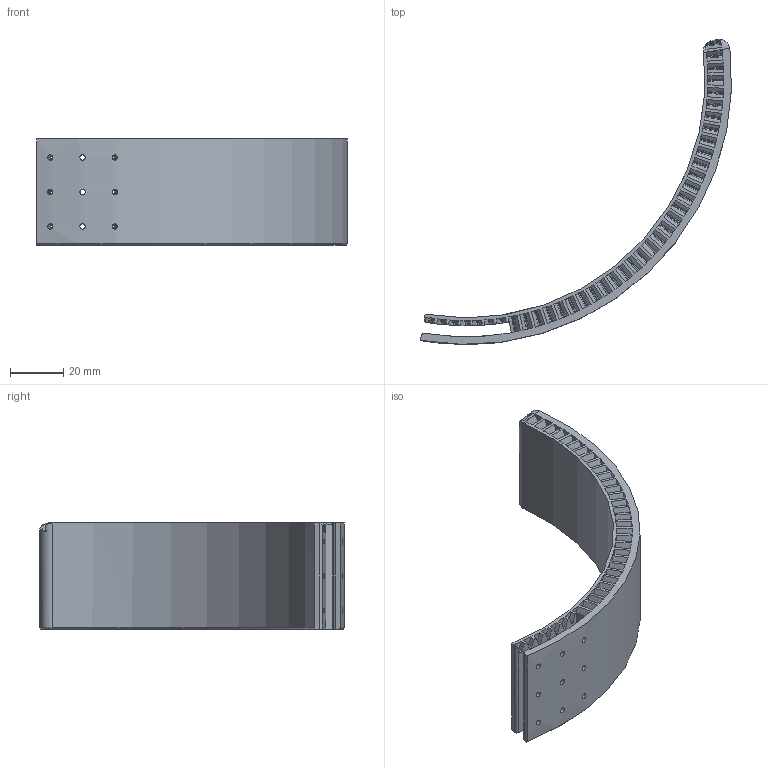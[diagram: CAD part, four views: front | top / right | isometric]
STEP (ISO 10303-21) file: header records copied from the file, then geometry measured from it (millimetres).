
FILE_DESCRIPTION(('FreeCAD Model'),'2;1');
FILE_NAME('Open CASCADE Shape Model','2025-06-18T17:42:36',(''),(''), 'Open CASCADE STEP processor 7.8','FreeCAD','Unknown');
FILE_SCHEMA(('AUTOMOTIVE_DESIGN { 1 0 10303 214 1 1 1 1 }'));
Length unit declared in the file: millimetre
Products named in the file (1): 2-rotor-segmented-in-two--part-2
Bounding box: 117.28 x 115.05 x 40 mm (x, y, z)
Volume: 64624.1 mm3; surface area: 22585.3 mm2
Topology: 1 solids, 1 shells, 310 faces, 830 edges, 552 vertices
Faces by surface type: plane 117, cone 82, bspline 78, cylinder 33
Full cylindrical faces by diameter (mm): 2 x12
Entity records: 11516 total; most frequent: CARTESIAN_POINT 4337, ORIENTED_EDGE 1660, DIRECTION 1160, EDGE_CURVE 830, VERTEX_POINT 552, AXIS2_PLACEMENT_3D 413, FACE_BOUND 376, EDGE_LOOP 376
